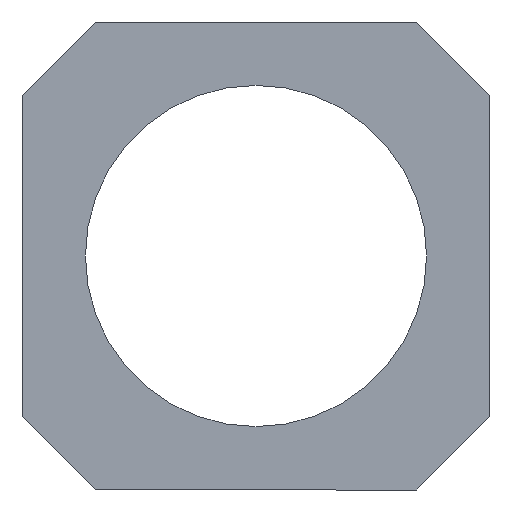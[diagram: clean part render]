
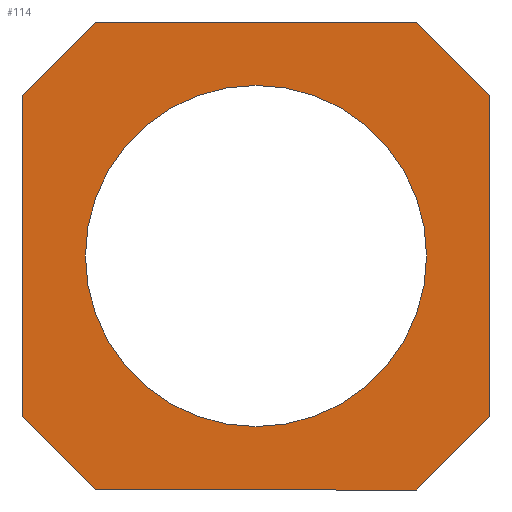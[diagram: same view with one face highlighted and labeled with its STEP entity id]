
A CAD part, front view. The second image highlights one B-rep face of the part: STEP entity #114.
In plain terms, the highlighted planar face has unit normal (0, -1, 0).
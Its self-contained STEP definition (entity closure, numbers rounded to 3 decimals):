
#8 = LINE ( 'NONE', #70, #105 ) ;
#10 = FACE_OUTER_BOUND ( 'NONE', #248, .T. ) ;
#11 = CARTESIAN_POINT ( 'NONE',  ( 0., 0., 0. ) ) ;
#19 = ORIENTED_EDGE ( 'NONE', *, *, #298, .T. ) ;
#26 = VECTOR ( 'NONE', #215, 1000. ) ;
#30 = DIRECTION ( 'NONE',  ( -0.707, 0., -0.707 ) ) ;
#33 = DIRECTION ( 'NONE',  ( 0., 1., 0. ) ) ;
#41 = PLANE ( 'NONE',  #426 ) ;
#43 = EDGE_CURVE ( 'NONE', #165, #108, #208, .T. ) ;
#48 = CIRCLE ( 'NONE', #257, 3.5 ) ;
#50 = VERTEX_POINT ( 'NONE', #317 ) ;
#59 = VECTOR ( 'NONE', #347, 1000. ) ;
#60 = EDGE_CURVE ( 'NONE', #251, #431, #8, .T. ) ;
#63 = ORIENTED_EDGE ( 'NONE', *, *, #43, .T. ) ;
#67 = DIRECTION ( 'NONE',  ( 0., 0., -1. ) ) ;
#68 = CARTESIAN_POINT ( 'NONE',  ( 0., 0., -3.5 ) ) ;
#70 = CARTESIAN_POINT ( 'NONE',  ( 4.8, 0., 4.8 ) ) ;
#77 = EDGE_LOOP ( 'NONE', ( #125, #63 ) ) ;
#92 = VECTOR ( 'NONE', #30, 1000. ) ;
#94 = EDGE_CURVE ( 'NONE', #108, #165, #48, .T. ) ;
#95 = DIRECTION ( 'NONE',  ( 0., 1., 0. ) ) ;
#97 = EDGE_CURVE ( 'NONE', #358, #339, #348, .T. ) ;
#99 = DIRECTION ( 'NONE',  ( 0., 0., 1. ) ) ;
#101 = CARTESIAN_POINT ( 'NONE',  ( 0., 0., 0. ) ) ;
#105 = VECTOR ( 'NONE', #416, 1000. ) ;
#108 = VERTEX_POINT ( 'NONE', #68 ) ;
#109 = EDGE_CURVE ( 'NONE', #187, #431, #198, .T. ) ;
#114 = ADVANCED_FACE ( 'NONE', ( #10, #135 ), #41, .F. ) ;
#115 = CARTESIAN_POINT ( 'NONE',  ( -3.3, 0., 4.8 ) ) ;
#123 = LINE ( 'NONE', #303, #175 ) ;
#125 = ORIENTED_EDGE ( 'NONE', *, *, #94, .T. ) ;
#135 = FACE_BOUND ( 'NONE', #77, .T. ) ;
#137 = CARTESIAN_POINT ( 'NONE',  ( 0., 0., 0. ) ) ;
#144 = EDGE_CURVE ( 'NONE', #187, #195, #235, .T. ) ;
#150 = CARTESIAN_POINT ( 'NONE',  ( 3.3, 0., 4.8 ) ) ;
#152 = ORIENTED_EDGE ( 'NONE', *, *, #60, .F. ) ;
#155 = LINE ( 'NONE', #290, #26 ) ;
#165 = VERTEX_POINT ( 'NONE', #199 ) ;
#169 = AXIS2_PLACEMENT_3D ( 'NONE', #11, #33, #320 ) ;
#175 = VECTOR ( 'NONE', #330, 1000. ) ;
#184 = ORIENTED_EDGE ( 'NONE', *, *, #109, .T. ) ;
#187 = VERTEX_POINT ( 'NONE', #274 ) ;
#195 = VERTEX_POINT ( 'NONE', #269 ) ;
#198 = LINE ( 'NONE', #202, #59 ) ;
#199 = CARTESIAN_POINT ( 'NONE',  ( 0., 0., 3.5 ) ) ;
#202 = CARTESIAN_POINT ( 'NONE',  ( 4.8, 0., 3.3 ) ) ;
#207 = EDGE_CURVE ( 'NONE', #424, #50, #334, .T. ) ;
#208 = CIRCLE ( 'NONE', #169, 3.5 ) ;
#215 = DIRECTION ( 'NONE',  ( 0.707, 0., 0.707 ) ) ;
#225 = CARTESIAN_POINT ( 'NONE',  ( -4.8, 0., 3.3 ) ) ;
#234 = CARTESIAN_POINT ( 'NONE',  ( -4.8, 0., 4.8 ) ) ;
#235 = LINE ( 'NONE', #379, #440 ) ;
#248 = EDGE_LOOP ( 'NONE', ( #281, #294, #368, #184, #152, #19, #393, #386 ) ) ;
#250 = CARTESIAN_POINT ( 'NONE',  ( 3.3, 0., -4.8 ) ) ;
#251 = VERTEX_POINT ( 'NONE', #400 ) ;
#257 = AXIS2_PLACEMENT_3D ( 'NONE', #101, #95, #380 ) ;
#262 = EDGE_CURVE ( 'NONE', #358, #50, #123, .T. ) ;
#267 = LINE ( 'NONE', #115, #92 ) ;
#269 = CARTESIAN_POINT ( 'NONE',  ( 4.8, 0., -3.3 ) ) ;
#274 = CARTESIAN_POINT ( 'NONE',  ( 4.8, 0., 3.3 ) ) ;
#281 = ORIENTED_EDGE ( 'NONE', *, *, #207, .F. ) ;
#290 = CARTESIAN_POINT ( 'NONE',  ( 3.3, 0., -4.8 ) ) ;
#294 = ORIENTED_EDGE ( 'NONE', *, *, #390, .T. ) ;
#298 = EDGE_CURVE ( 'NONE', #251, #339, #267, .T. ) ;
#303 = CARTESIAN_POINT ( 'NONE',  ( -4.8, 0., -3.3 ) ) ;
#305 = VECTOR ( 'NONE', #378, 1000. ) ;
#317 = CARTESIAN_POINT ( 'NONE',  ( -3.3, 0., -4.8 ) ) ;
#320 = DIRECTION ( 'NONE',  ( 0., 0., 1. ) ) ;
#330 = DIRECTION ( 'NONE',  ( 0.707, 0., -0.707 ) ) ;
#334 = LINE ( 'NONE', #405, #388 ) ;
#339 = VERTEX_POINT ( 'NONE', #225 ) ;
#347 = DIRECTION ( 'NONE',  ( -0.707, 0., 0.707 ) ) ;
#348 = LINE ( 'NONE', #234, #305 ) ;
#358 = VERTEX_POINT ( 'NONE', #366 ) ;
#366 = CARTESIAN_POINT ( 'NONE',  ( -4.8, 0., -3.3 ) ) ;
#367 = DIRECTION ( 'NONE',  ( -1., 0., 0. ) ) ;
#368 = ORIENTED_EDGE ( 'NONE', *, *, #144, .F. ) ;
#378 = DIRECTION ( 'NONE',  ( 0., 0., 1. ) ) ;
#379 = CARTESIAN_POINT ( 'NONE',  ( 4.8, 0., 4.8 ) ) ;
#380 = DIRECTION ( 'NONE',  ( 0., 0., 1. ) ) ;
#386 = ORIENTED_EDGE ( 'NONE', *, *, #262, .T. ) ;
#388 = VECTOR ( 'NONE', #367, 1000. ) ;
#390 = EDGE_CURVE ( 'NONE', #424, #195, #155, .T. ) ;
#393 = ORIENTED_EDGE ( 'NONE', *, *, #97, .F. ) ;
#400 = CARTESIAN_POINT ( 'NONE',  ( -3.3, 0., 4.8 ) ) ;
#405 = CARTESIAN_POINT ( 'NONE',  ( 4.8, 0., -4.8 ) ) ;
#411 = DIRECTION ( 'NONE',  ( 0., 1., 0. ) ) ;
#416 = DIRECTION ( 'NONE',  ( 1., 0., 0. ) ) ;
#424 = VERTEX_POINT ( 'NONE', #250 ) ;
#426 = AXIS2_PLACEMENT_3D ( 'NONE', #137, #411, #99 ) ;
#431 = VERTEX_POINT ( 'NONE', #150 ) ;
#440 = VECTOR ( 'NONE', #67, 1000. ) ;
